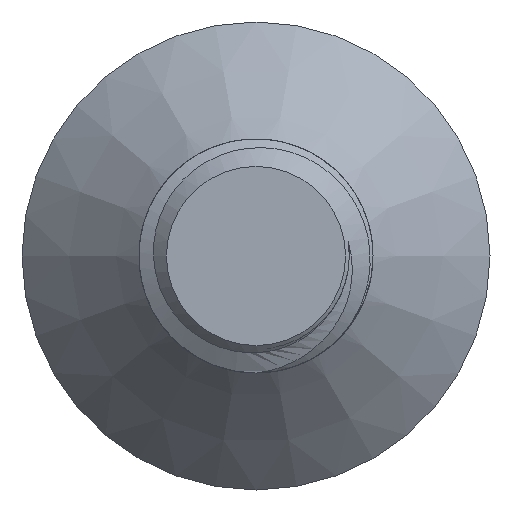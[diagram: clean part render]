
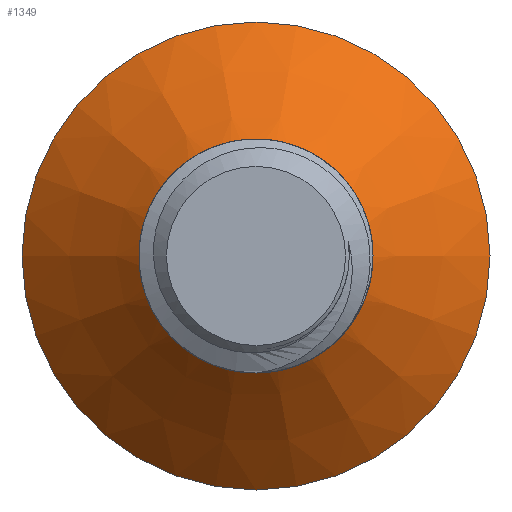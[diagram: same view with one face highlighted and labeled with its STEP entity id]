
A CAD part, left-side view. The second image highlights one B-rep face of the part: STEP entity #1349.
In plain terms, the highlighted conical face has half-angle 45 degrees and reference radius 4 mm.
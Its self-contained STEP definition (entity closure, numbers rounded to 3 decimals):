
#38=CONICAL_SURFACE('',#1444,4.,0.785);
#101=FACE_OUTER_BOUND('',#178,.T.);
#178=EDGE_LOOP('',(#1039,#1040,#1041,#1042,#1043,#1044,#1045,#1046));
#200=CIRCLE('',#1386,4.);
#203=CIRCLE('',#1445,8.);
#204=CIRCLE('',#1446,3.188);
#323=B_SPLINE_CURVE_WITH_KNOTS('',3,(#5898,#5899,#5900,#5901,#5902,#5903,
#5904,#5905,#5906,#5907,#5908,#5909,#5910,#5911,#5912,#5913),
 .UNSPECIFIED.,.F.,.F.,(4,2,2,2,2,2,2,4),(0.978,0.999,
1.06,1.129,1.2,1.276,1.328,
1.381),.UNSPECIFIED.);
#324=B_SPLINE_CURVE_WITH_KNOTS('',3,(#5915,#5916,#5917,#5918,#5919,#5920,
#5921,#5922,#5923,#5924,#5925,#5926,#5927,#5928),.UNSPECIFIED.,.F.,.F.,
(4,2,2,2,2,2,4),(0.,0.087,0.172,0.284,
0.371,0.45,0.56),.UNSPECIFIED.);
#325=B_SPLINE_CURVE_WITH_KNOTS('',3,(#5931,#5932,#5933,#5934,#5935,#5936,
#5937,#5938,#5939,#5940,#5941,#5942,#5943,#5944,#5945,#5946,#5947,#5948,
#5949,#5950,#5951,#5952,#5953,#5954,#5955,#5956),.UNSPECIFIED.,.F.,.F.,
(4,2,2,2,2,2,2,2,2,2,2,2,4),(0.,0.112,0.222,
0.343,0.453,0.541,0.626,
0.699,0.773,0.845,0.907,
0.969,0.978),.UNSPECIFIED.);
#388=LINE('',#5897,#458);
#458=VECTOR('',#1655,4.);
#475=VERTEX_POINT('',#1732);
#476=VERTEX_POINT('',#1769);
#589=VERTEX_POINT('',#5894);
#590=VERTEX_POINT('',#5896);
#591=VERTEX_POINT('',#5914);
#592=VERTEX_POINT('',#5929);
#610=EDGE_CURVE('',#476,#475,#200,.T.);
#777=EDGE_CURVE('',#589,#589,#203,.T.);
#778=EDGE_CURVE('',#589,#590,#388,.T.);
#779=EDGE_CURVE('',#590,#476,#323,.T.);
#780=EDGE_CURVE('',#475,#591,#324,.T.);
#781=EDGE_CURVE('',#591,#592,#204,.T.);
#782=EDGE_CURVE('',#592,#590,#325,.T.);
#1039=ORIENTED_EDGE('',*,*,#777,.F.);
#1040=ORIENTED_EDGE('',*,*,#778,.T.);
#1041=ORIENTED_EDGE('',*,*,#779,.T.);
#1042=ORIENTED_EDGE('',*,*,#610,.T.);
#1043=ORIENTED_EDGE('',*,*,#780,.T.);
#1044=ORIENTED_EDGE('',*,*,#781,.T.);
#1045=ORIENTED_EDGE('',*,*,#782,.T.);
#1046=ORIENTED_EDGE('',*,*,#778,.F.);
#1349=ADVANCED_FACE('',(#101),#38,.T.);
#1386=AXIS2_PLACEMENT_3D('',#1770,#1481,#1482);
#1444=AXIS2_PLACEMENT_3D('',#5893,#1651,#1652);
#1445=AXIS2_PLACEMENT_3D('',#5895,#1653,#1654);
#1446=AXIS2_PLACEMENT_3D('',#5930,#1656,#1657);
#1481=DIRECTION('center_axis',(0.,0.,1.));
#1482=DIRECTION('ref_axis',(0.,-1.,0.));
#1651=DIRECTION('center_axis',(0.,0.,1.));
#1652=DIRECTION('ref_axis',(0.,-1.,0.));
#1653=DIRECTION('center_axis',(0.,0.,1.));
#1654=DIRECTION('ref_axis',(0.,-1.,0.));
#1655=DIRECTION('',(0.,-0.707,-0.707));
#1656=DIRECTION('center_axis',(0.,0.,1.));
#1657=DIRECTION('ref_axis',(1.,0.,0.));
#1732=CARTESIAN_POINT('',(-0.516,-3.967,-4.4));
#1769=CARTESIAN_POINT('',(-3.17,-2.44,-4.4));
#1770=CARTESIAN_POINT('Origin',(0.,0.,-4.4));
#5893=CARTESIAN_POINT('Origin',(0.,0.,-4.4));
#5894=CARTESIAN_POINT('',(0.,8.,-0.4));
#5895=CARTESIAN_POINT('Origin',(0.,0.,-0.4));
#5896=CARTESIAN_POINT('',(0.,3.719,-4.681));
#5897=CARTESIAN_POINT('',(0.,4.,-4.4));
#5898=CARTESIAN_POINT('Ctrl Pts',(0.,3.719,-4.681));
#5899=CARTESIAN_POINT('Ctrl Pts',(-0.164,3.724,-4.676));
#5900=CARTESIAN_POINT('Ctrl Pts',(-0.329,3.718,-4.671));
#5901=CARTESIAN_POINT('Ctrl Pts',(-0.971,3.655,-4.649));
#5902=CARTESIAN_POINT('Ctrl Pts',(-1.436,3.516,-4.632));
#5903=CARTESIAN_POINT('Ctrl Pts',(-2.34,3.045,-4.598));
#5904=CARTESIAN_POINT('Ctrl Pts',(-2.725,2.714,-4.582));
#5905=CARTESIAN_POINT('Ctrl Pts',(-3.341,1.974,-4.551));
#5906=CARTESIAN_POINT('Ctrl Pts',(-3.581,1.538,-4.534));
#5907=CARTESIAN_POINT('Ctrl Pts',(-3.891,0.576,-4.501));
#5908=CARTESIAN_POINT('Ctrl Pts',(-3.948,0.059,-4.485));
#5909=CARTESIAN_POINT('Ctrl Pts',(-3.875,-0.81,-4.458));
#5910=CARTESIAN_POINT('Ctrl Pts',(-3.797,-1.159,-4.446));
#5911=CARTESIAN_POINT('Ctrl Pts',(-3.549,-1.83,-4.423));
#5912=CARTESIAN_POINT('Ctrl Pts',(-3.38,-2.149,-4.411));
#5913=CARTESIAN_POINT('Ctrl Pts',(-3.17,-2.44,-4.4));
#5914=CARTESIAN_POINT('',(-3.062,0.888,-5.212));
#5915=CARTESIAN_POINT('Ctrl Pts',(-0.516,-3.967,
-4.4));
#5916=CARTESIAN_POINT('Ctrl Pts',(-0.797,-3.896,
-4.434));
#5917=CARTESIAN_POINT('Ctrl Pts',(-1.069,-3.795,-4.468));
#5918=CARTESIAN_POINT('Ctrl Pts',(-1.575,-3.537,-4.538));
#5919=CARTESIAN_POINT('Ctrl Pts',(-1.809,-3.384,-4.573));
#5920=CARTESIAN_POINT('Ctrl Pts',(-2.312,-2.971,-4.654));
#5921=CARTESIAN_POINT('Ctrl Pts',(-2.661,-2.616,-4.711));
#5922=CARTESIAN_POINT('Ctrl Pts',(-3.139,-1.735,-4.84));
#5923=CARTESIAN_POINT('Ctrl Pts',(-3.273,-1.315,-4.9));
#5924=CARTESIAN_POINT('Ctrl Pts',(-3.373,-0.488,-5.014));
#5925=CARTESIAN_POINT('Ctrl Pts',(-3.345,-0.168,
-5.057));
#5926=CARTESIAN_POINT('Ctrl Pts',(-3.271,0.335,-5.126));
#5927=CARTESIAN_POINT('Ctrl Pts',(-3.186,0.62,-5.168));
#5928=CARTESIAN_POINT('Ctrl Pts',(-3.062,0.888,-5.212));
#5929=CARTESIAN_POINT('',(-2.793,-1.537,-5.212));
#5930=CARTESIAN_POINT('Origin',(0.,0.,-5.212));
#5931=CARTESIAN_POINT('Ctrl Pts',(-2.793,-1.537,-5.212));
#5932=CARTESIAN_POINT('Ctrl Pts',(-2.627,-1.87,-5.197));
#5933=CARTESIAN_POINT('Ctrl Pts',(-2.405,-2.169,-5.183));
#5934=CARTESIAN_POINT('Ctrl Pts',(-1.868,-2.679,-5.155));
#5935=CARTESIAN_POINT('Ctrl Pts',(-1.561,-2.885,-5.14));
#5936=CARTESIAN_POINT('Ctrl Pts',(-0.858,-3.202,-5.11));
#5937=CARTESIAN_POINT('Ctrl Pts',(-0.462,-3.298,
-5.094));
#5938=CARTESIAN_POINT('Ctrl Pts',(0.307,-3.34,-5.066));
#5939=CARTESIAN_POINT('Ctrl Pts',(0.768,-3.303,-5.049));
#5940=CARTESIAN_POINT('Ctrl Pts',(1.651,-2.986,-5.013));
#5941=CARTESIAN_POINT('Ctrl Pts',(2.014,-2.774,-4.998));
#5942=CARTESIAN_POINT('Ctrl Pts',(2.636,-2.235,-4.968));
#5943=CARTESIAN_POINT('Ctrl Pts',(2.937,-1.877,-4.952));
#5944=CARTESIAN_POINT('Ctrl Pts',(3.353,-1.037,-4.917));
#5945=CARTESIAN_POINT('Ctrl Pts',(3.471,-0.618,-4.901));
#5946=CARTESIAN_POINT('Ctrl Pts',(3.548,0.25,-4.871));
#5947=CARTESIAN_POINT('Ctrl Pts',(3.506,0.726,-4.854));
#5948=CARTESIAN_POINT('Ctrl Pts',(3.211,1.655,-4.819));
#5949=CARTESIAN_POINT('Ctrl Pts',(2.978,2.075,-4.802));
#5950=CARTESIAN_POINT('Ctrl Pts',(2.399,2.754,-4.772));
#5951=CARTESIAN_POINT('Ctrl Pts',(2.046,3.055,-4.756));
#5952=CARTESIAN_POINT('Ctrl Pts',(1.183,3.517,-4.722));
#5953=CARTESIAN_POINT('Ctrl Pts',(0.711,3.659,-4.705));
#5954=CARTESIAN_POINT('Ctrl Pts',(0.151,3.712,-4.686));
#5955=CARTESIAN_POINT('Ctrl Pts',(0.075,3.716,-4.684));
#5956=CARTESIAN_POINT('Ctrl Pts',(0.,3.719,-4.681));
